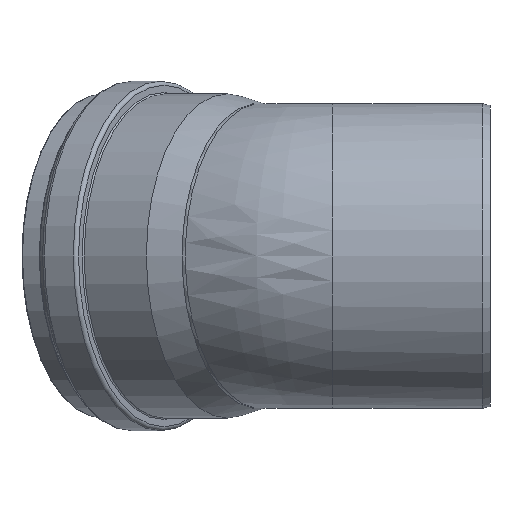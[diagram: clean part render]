
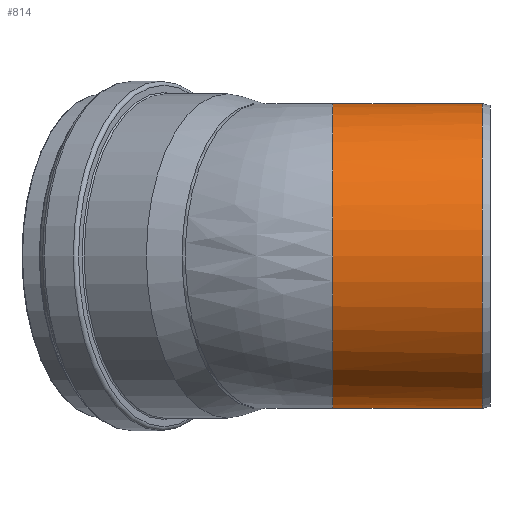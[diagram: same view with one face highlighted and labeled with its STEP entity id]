
A CAD part, left-side view. The second image highlights one B-rep face of the part: STEP entity #814.
In plain terms, the highlighted cylindrical face has radius 157.65 mm (diameter 315.3 mm), a full revolution.
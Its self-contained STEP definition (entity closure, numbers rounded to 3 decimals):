
#42=CYLINDRICAL_SURFACE('',#885,157.65);
#52=ELLIPSE('',#876,163.635,157.65);
#63=FACE_OUTER_BOUND('',#104,.T.);
#104=EDGE_LOOP('',(#552,#553,#554,#555,#556,#557,#558));
#147=LINE('',#1539,#165);
#165=VECTOR('',#1057,157.65);
#182=CIRCLE('',#872,157.65);
#183=CIRCLE('',#873,157.65);
#189=CIRCLE('',#883,157.65);
#190=CIRCLE('',#884,157.65);
#294=VERTEX_POINT('',#1352);
#295=VERTEX_POINT('',#1353);
#298=VERTEX_POINT('',#1389);
#300=VERTEX_POINT('',#1416);
#305=VERTEX_POINT('',#1535);
#394=EDGE_CURVE('',#294,#295,#182,.T.);
#395=EDGE_CURVE('',#295,#294,#183,.T.);
#400=EDGE_CURVE('',#298,#300,#52,.T.);
#408=EDGE_CURVE('',#300,#305,#189,.T.);
#409=EDGE_CURVE('',#305,#298,#190,.T.);
#410=EDGE_CURVE('',#305,#294,#147,.T.);
#552=ORIENTED_EDGE('',*,*,#400,.F.);
#553=ORIENTED_EDGE('',*,*,#409,.F.);
#554=ORIENTED_EDGE('',*,*,#410,.T.);
#555=ORIENTED_EDGE('',*,*,#394,.T.);
#556=ORIENTED_EDGE('',*,*,#395,.T.);
#557=ORIENTED_EDGE('',*,*,#410,.F.);
#558=ORIENTED_EDGE('',*,*,#408,.F.);
#814=ADVANCED_FACE('',(#63),#42,.T.);
#872=AXIS2_PLACEMENT_3D('',#1354,#1028,#1029);
#873=AXIS2_PLACEMENT_3D('',#1355,#1030,#1031);
#876=AXIS2_PLACEMENT_3D('',#1417,#1037,#1038);
#883=AXIS2_PLACEMENT_3D('',#1536,#1051,#1052);
#884=AXIS2_PLACEMENT_3D('',#1537,#1053,#1054);
#885=AXIS2_PLACEMENT_3D('',#1538,#1055,#1056);
#1028=DIRECTION('center_axis',(0.,1.,0.));
#1029=DIRECTION('ref_axis',(1.,0.,0.));
#1030=DIRECTION('center_axis',(0.,1.,0.));
#1031=DIRECTION('ref_axis',(1.,0.,0.));
#1037=DIRECTION('center_axis',(0.268,0.963,0.));
#1038=DIRECTION('ref_axis',(0.963,-0.268,0.));
#1051=DIRECTION('center_axis',(0.,1.,0.));
#1052=DIRECTION('ref_axis',(1.,0.,0.));
#1053=DIRECTION('center_axis',(0.,1.,0.));
#1054=DIRECTION('ref_axis',(1.,0.,0.));
#1055=DIRECTION('center_axis',(0.,1.,0.));
#1056=DIRECTION('ref_axis',(1.,0.,0.));
#1057=DIRECTION('',(0.,-1.,0.));
#1352=CARTESIAN_POINT('',(-157.65,8.,0.));
#1353=CARTESIAN_POINT('',(157.65,8.,0.));
#1354=CARTESIAN_POINT('Origin',(0.,8.,0.));
#1355=CARTESIAN_POINT('Origin',(0.,8.,0.));
#1389=CARTESIAN_POINT('',(142.237,162.437,67.987));
#1416=CARTESIAN_POINT('',(142.237,162.437,-67.987));
#1417=CARTESIAN_POINT('Origin',(0.,202.,0.));
#1535=CARTESIAN_POINT('',(-157.65,162.437,0.));
#1536=CARTESIAN_POINT('Origin',(0.,162.437,0.));
#1537=CARTESIAN_POINT('Origin',(0.,162.437,0.));
#1538=CARTESIAN_POINT('Origin',(0.,0.,0.));
#1539=CARTESIAN_POINT('',(-157.65,0.,0.));
